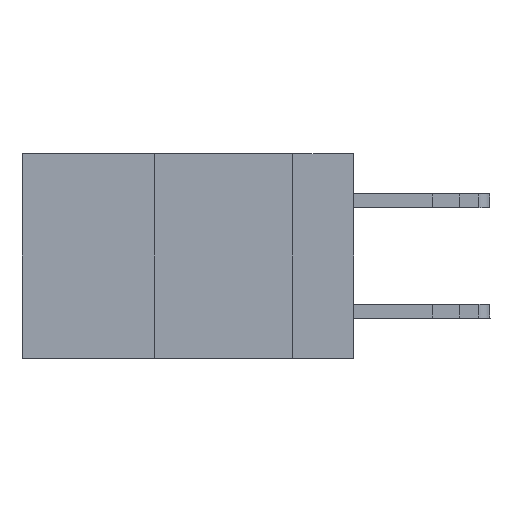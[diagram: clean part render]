
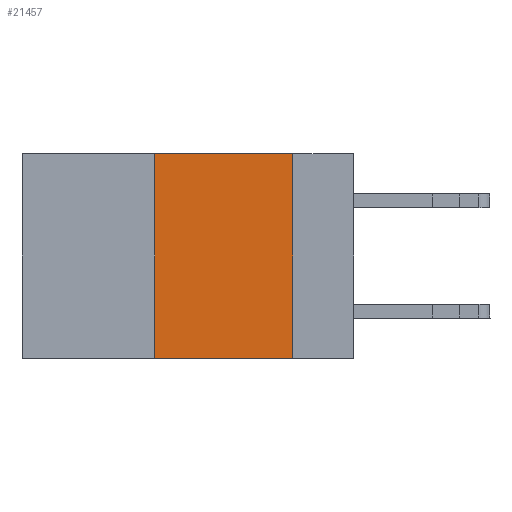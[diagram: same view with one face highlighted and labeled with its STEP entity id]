
A CAD part, left-side view. The second image highlights one B-rep face of the part: STEP entity #21457.
In plain terms, the highlighted planar face has unit normal (-1, 0, 0).
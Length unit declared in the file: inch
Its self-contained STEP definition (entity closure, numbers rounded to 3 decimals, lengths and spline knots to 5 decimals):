
#638 = CARTESIAN_POINT ( 'NONE',  ( 0., 0.11, 0. ) ) ;
#1094 = DIRECTION ( 'NONE',  ( 1., 0., 0. ) ) ;
#1379 = ORIENTED_EDGE ( 'NONE', *, *, #20307, .F. ) ;
#3097 = VERTEX_POINT ( 'NONE', #17299 ) ;
#4290 = FACE_OUTER_BOUND ( 'NONE', #10291, .T. ) ;
#6095 = VERTEX_POINT ( 'NONE', #19330 ) ;
#6201 = CARTESIAN_POINT ( 'NONE',  ( 0., 0.6, 0. ) ) ;
#6826 = VECTOR ( 'NONE', #30388, 39.37008 ) ;
#6891 = DIRECTION ( 'NONE',  ( 0., 0., -1. ) ) ;
#8865 = DIRECTION ( 'NONE',  ( 0., 0., -1. ) ) ;
#8886 = VERTEX_POINT ( 'NONE', #638 ) ;
#9106 = CARTESIAN_POINT ( 'NONE',  ( 0., 0.36, -0.37 ) ) ;
#10291 = EDGE_LOOP ( 'NONE', ( #15917, #11101, #1379, #27973 ) ) ;
#10581 = EDGE_CURVE ( 'NONE', #18464, #6095, #14854, .T. ) ;
#10947 = VECTOR ( 'NONE', #6891, 39.37008 ) ;
#11101 = ORIENTED_EDGE ( 'NONE', *, *, #22910, .F. ) ;
#11176 = PLANE ( 'NONE',  #21394 ) ;
#11754 = DIRECTION ( 'NONE',  ( 0., -1., 0. ) ) ;
#13250 = CARTESIAN_POINT ( 'NONE',  ( 0., 0.36, 0. ) ) ;
#14459 = CARTESIAN_POINT ( 'NONE',  ( 0., 0.6, 0. ) ) ;
#14854 = LINE ( 'NONE', #21777, #21159 ) ;
#15917 = ORIENTED_EDGE ( 'NONE', *, *, #17948, .F. ) ;
#16721 = CARTESIAN_POINT ( 'NONE',  ( 0., 0.11, 0. ) ) ;
#17299 = CARTESIAN_POINT ( 'NONE',  ( 0., 0.36, 0. ) ) ;
#17948 = EDGE_CURVE ( 'NONE', #8886, #6095, #30489, .T. ) ;
#18464 = VERTEX_POINT ( 'NONE', #9106 ) ;
#19330 = CARTESIAN_POINT ( 'NONE',  ( 0., 0.11, -0.37 ) ) ;
#19664 = VECTOR ( 'NONE', #27221, 39.37008 ) ;
#20307 = EDGE_CURVE ( 'NONE', #18464, #3097, #29176, .T. ) ;
#21159 = VECTOR ( 'NONE', #11754, 39.37008 ) ;
#21394 = AXIS2_PLACEMENT_3D ( 'NONE', #6201, #1094, #8865 ) ;
#21457 = ADVANCED_FACE ( 'NONE', ( #4290 ), #11176, .F. ) ;
#21777 = CARTESIAN_POINT ( 'NONE',  ( 0., 0.6, -0.37 ) ) ;
#22910 = EDGE_CURVE ( 'NONE', #3097, #8886, #24380, .T. ) ;
#24380 = LINE ( 'NONE', #14459, #19664 ) ;
#27221 = DIRECTION ( 'NONE',  ( 0., -1., 0. ) ) ;
#27973 = ORIENTED_EDGE ( 'NONE', *, *, #10581, .T. ) ;
#29176 = LINE ( 'NONE', #13250, #6826 ) ;
#30388 = DIRECTION ( 'NONE',  ( 0., 0., 1. ) ) ;
#30489 = LINE ( 'NONE', #16721, #10947 ) ;
